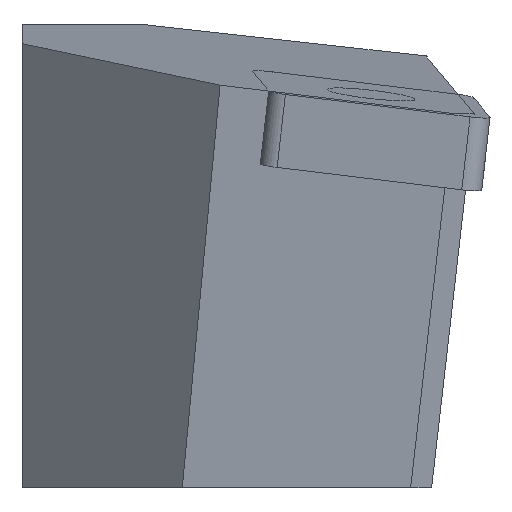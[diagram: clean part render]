
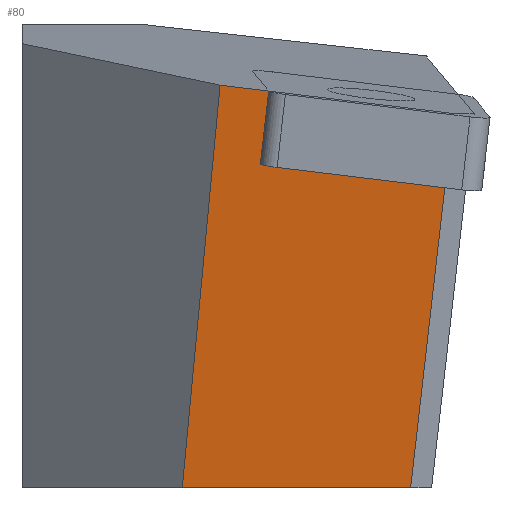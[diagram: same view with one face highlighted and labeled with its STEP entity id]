
A CAD part, left-side view. The second image highlights one B-rep face of the part: STEP entity #80.
In plain terms, the highlighted planar face has unit normal (-0.993, 0.086, -0.085).
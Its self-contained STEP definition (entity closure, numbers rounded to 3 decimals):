
#80=ADVANCED_FACE('',(#126),#106,.F.);
#106=PLANE('',#519);
#126=FACE_OUTER_BOUND('',#149,.T.);
#149=EDGE_LOOP('',(#224,#225,#226,#227));
#224=ORIENTED_EDGE('',*,*,#374,.T.);
#225=ORIENTED_EDGE('',*,*,#371,.T.);
#226=ORIENTED_EDGE('',*,*,#366,.F.);
#227=ORIENTED_EDGE('',*,*,#341,.T.);
#298=VERTEX_POINT('',#682);
#299=VERTEX_POINT('',#684);
#316=VERTEX_POINT('',#734);
#318=VERTEX_POINT('',#743);
#341=EDGE_CURVE('',#299,#298,#405,.T.);
#366=EDGE_CURVE('',#299,#316,#427,.T.);
#371=EDGE_CURVE('',#318,#316,#432,.T.);
#374=EDGE_CURVE('',#298,#318,#435,.T.);
#405=LINE('',#683,#456);
#427=LINE('',#733,#478);
#432=LINE('',#742,#483);
#435=LINE('',#748,#486);
#456=VECTOR('',#549,1.);
#478=VECTOR('',#593,1.);
#483=VECTOR('',#602,1.);
#486=VECTOR('',#607,1.);
#519=AXIS2_PLACEMENT_3D('',#749,#608,#609);
#549=DIRECTION('',(-0.087,-0.996,0.));
#593=DIRECTION('',(-0.093,-0.093,0.991));
#602=DIRECTION('',(0.076,0.99,0.12));
#607=DIRECTION('',(-0.095,-0.113,0.989));
#608=DIRECTION('',(0.993,-0.087,0.085));
#609=DIRECTION('',(0.087,0.996,0.));
#682=CARTESIAN_POINT('',(2.29,3.506,-15.887));
#683=CARTESIAN_POINT('',(3.8,20.82,-15.887));
#684=CARTESIAN_POINT('',(3.149,13.359,-15.887));
#733=CARTESIAN_POINT('',(3.096,13.305,-15.318));
#734=CARTESIAN_POINT('',(1.52,11.73,1.481));
#742=CARTESIAN_POINT('',(3.944,43.29,5.306));
#743=CARTESIAN_POINT('',(0.747,1.667,0.261));
#748=CARTESIAN_POINT('',(1.38,2.421,-6.356));
#749=CARTESIAN_POINT('',(1.643,5.854,-5.94));
